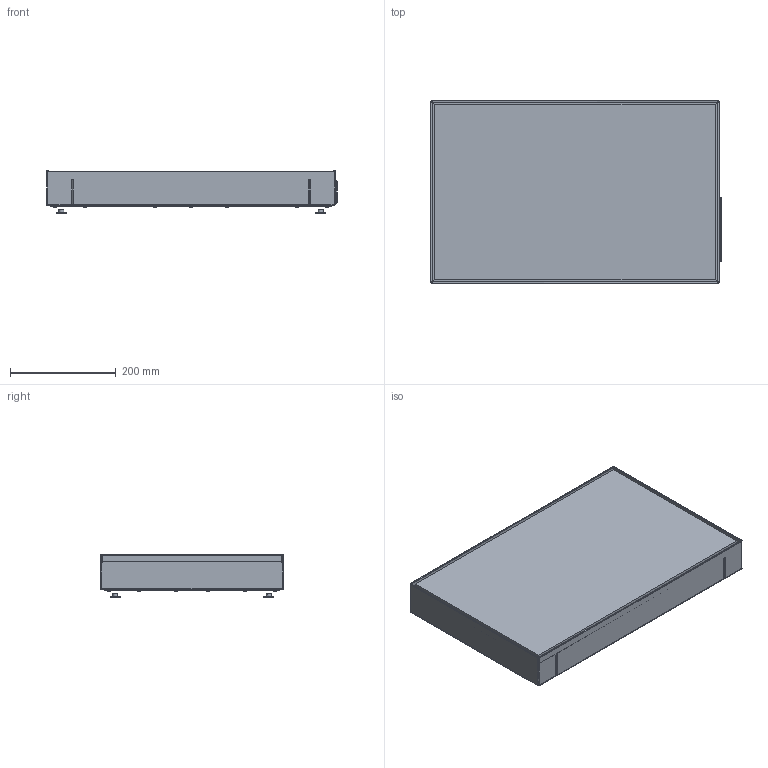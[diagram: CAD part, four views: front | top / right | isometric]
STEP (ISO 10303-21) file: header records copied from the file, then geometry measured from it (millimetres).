
FILE_DESCRIPTION(/* description */ ('This is a sample STEP configuration'),/* implementation_level */ '2;1');
FILE_NAME(/* name */ '11150000_A.stp',/* time_stamp */ '2021-05-27T14:11:38+02:00',/* author */ ('powerJobs'),/* organization */ ('coolOrange'),/* preprocessor_version */ 'ST-DEVELOPER v18.1',/* originating_system */ 'Autodesk Inventor 2021',/* authorisation */ '');
FILE_SCHEMA (('AUTOMOTIVE_DESIGN { 1 0 10303 214 3 1 1 }'));
Products named in the file (1): ENG-00003413
Bounding box: 549 x 345 x 81 mm (x, y, z)
Volume: 5365673.8 mm3; surface area: 1421296.3 mm2
Topology: 1 solids, 22 shells, 1850 faces, 4949 edges, 3261 vertices
Faces by surface type: plane 1178, cylinder 414, bspline 132, cone 66, torus 51, sphere 9
Full cylindrical faces by diameter (mm): 1.8 x3, 2.5 x1, 3 x8, 3.249 x1, 3.3 x2, 3.749 x1, 4 x39, 5 x19, 5.5 x18, 6 x4, 6.3 x2, 7 x4, 7.6 x14, 8 x5, 8.2 x5, 9.5 x8, 12 x1, 22 x2
Entity records: 63083 total; most frequent: CARTESIAN_POINT 15222, ORIENTED_EDGE 9850, DIRECTION 9147, EDGE_CURVE 4925, VERTEX_POINT 3261, LINE 3177, VECTOR 3177, AXIS2_PLACEMENT_3D 2985
